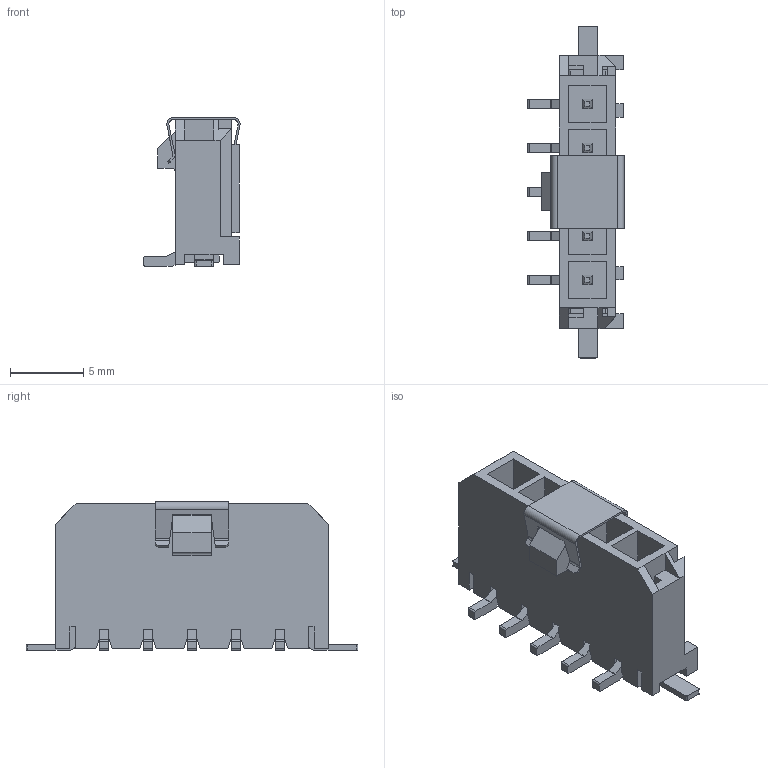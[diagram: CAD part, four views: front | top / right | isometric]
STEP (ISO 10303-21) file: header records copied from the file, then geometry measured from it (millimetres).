
FILE_DESCRIPTION(/* description */ ('Unknown'),/* implementation_level */ '2;1');
FILE_NAME(/* name */ 'J_Wurth_WR-MPC3_662305131822',/* time_stamp */ '2025-06-12T10:38:28+08:00',/* author */ ('Unknown'),/* organization */ ('Unknown'),/* preprocessor_version */ 'ST-DEVELOPER v19.4',/* originating_system */ 'Solid Edge',/* authorisation */ 'Unknown');
FILE_SCHEMA (('AUTOMOTIVE_DESIGN {1 0 10303 214 3 1 1}'));
Length unit declared in the file: millimetre
Products named in the file (2): J_Wurth_WR-MPC3_662305131822
Assembly tree (1 placements, depth 2):
  J_Wurth_WR-MPC3_662305131822
    J_Wurth_WR-MPC3_662305131822
Bounding box: 6.56 x 22.65 x 10.15 mm (x, y, z)
Volume: 455.1 mm3; surface area: 1457.7 mm2
Topology: 9 solids, 9 shells, 414 faces, 1151 edges, 750 vertices
Faces by surface type: plane 347, cylinder 67
Entity records: 13160 total; most frequent: CARTESIAN_POINT 2317, ORIENTED_EDGE 2302, DIRECTION 2117, EDGE_CURVE 1151, LINE 1017, VECTOR 1017, VERTEX_POINT 750, AXIS2_PLACEMENT_3D 550
